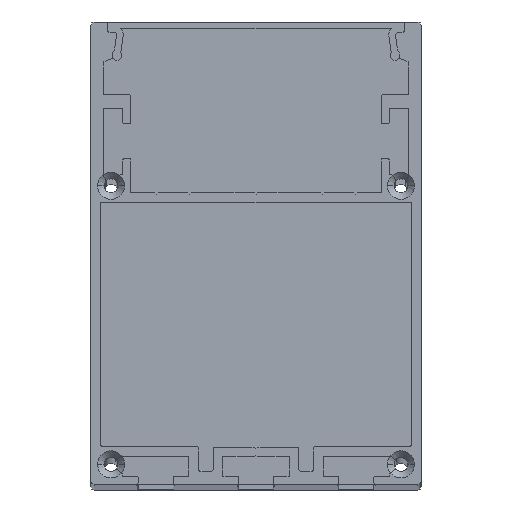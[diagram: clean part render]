
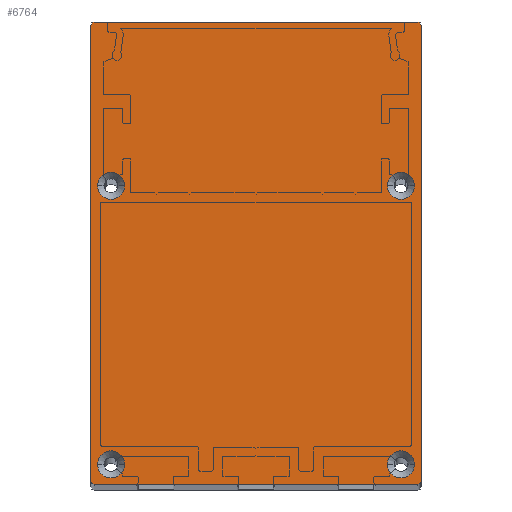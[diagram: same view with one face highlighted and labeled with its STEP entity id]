
A CAD part, top view. The second image highlights one B-rep face of the part: STEP entity #6764.
In plain terms, the highlighted planar face has unit normal (0, 0, 1).
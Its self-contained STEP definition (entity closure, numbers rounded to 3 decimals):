
#20 = DIRECTION ( 'NONE',  ( 1., 0., 0. ) ) ;
#40 = FACE_BOUND ( 'NONE', #5100, .T. ) ;
#44 = DIRECTION ( 'NONE',  ( 1., 0., 0. ) ) ;
#443 = AXIS2_PLACEMENT_3D ( 'NONE', #3422, #4963, #4213 ) ;
#453 = LINE ( 'NONE', #6464, #6185 ) ;
#552 = EDGE_CURVE ( 'NONE', #5814, #9161, #5671, .T. ) ;
#652 = VECTOR ( 'NONE', #20, 1000. ) ;
#767 = AXIS2_PLACEMENT_3D ( 'NONE', #2354, #6013, #9668 ) ;
#869 = DIRECTION ( 'NONE',  ( 0., 0., -1. ) ) ;
#870 = DIRECTION ( 'NONE',  ( 0., 0., -1. ) ) ;
#964 = CIRCLE ( 'NONE', #9656, 0.5 ) ;
#1019 = EDGE_CURVE ( 'NONE', #6422, #7277, #5161, .T. ) ;
#1033 = VECTOR ( 'NONE', #6317, 1000. ) ;
#1137 = CIRCLE ( 'NONE', #6100, 0.5 ) ;
#1189 = EDGE_CURVE ( 'NONE', #1709, #8327, #7862, .T. ) ;
#1318 = DIRECTION ( 'NONE',  ( 0., 0., -1. ) ) ;
#1353 = CIRCLE ( 'NONE', #3641, 2.05 ) ;
#1400 = EDGE_CURVE ( 'NONE', #1760, #2238, #5044, .T. ) ;
#1402 = VERTEX_POINT ( 'NONE', #4108 ) ;
#1410 = CARTESIAN_POINT ( 'NONE',  ( -21.95, -24.797, 1.5 ) ) ;
#1436 = AXIS2_PLACEMENT_3D ( 'NONE', #8380, #870, #3129 ) ;
#1582 = LINE ( 'NONE', #6828, #652 ) ;
#1691 = VERTEX_POINT ( 'NONE', #6701 ) ;
#1709 = VERTEX_POINT ( 'NONE', #3212 ) ;
#1760 = VERTEX_POINT ( 'NONE', #8365 ) ;
#1837 = ORIENTED_EDGE ( 'NONE', *, *, #1189, .T. ) ;
#1862 = DIRECTION ( 'NONE',  ( 1., 0., 0. ) ) ;
#1885 = ORIENTED_EDGE ( 'NONE', *, *, #5054, .T. ) ;
#1969 = CIRCLE ( 'NONE', #8116, 0.5 ) ;
#2067 = AXIS2_PLACEMENT_3D ( 'NONE', #7480, #6803, #6025 ) ;
#2151 = EDGE_LOOP ( 'NONE', ( #6419, #2272 ) ) ;
#2238 = VERTEX_POINT ( 'NONE', #2314 ) ;
#2272 = ORIENTED_EDGE ( 'NONE', *, *, #5239, .T. ) ;
#2314 = CARTESIAN_POINT ( 'NONE',  ( -24.5, 0., 1.5 ) ) ;
#2354 = CARTESIAN_POINT ( 'NONE',  ( 21.95, -67., 1.5 ) ) ;
#2576 = CIRCLE ( 'NONE', #9325, 2.05 ) ;
#2606 = CARTESIAN_POINT ( 'NONE',  ( 24., -24.797, 1.5 ) ) ;
#2617 = CARTESIAN_POINT ( 'NONE',  ( 0., 0., 1.5 ) ) ;
#2669 = DIRECTION ( 'NONE',  ( 1., 0., 0. ) ) ;
#2680 = CIRCLE ( 'NONE', #2067, 0.5 ) ;
#2798 = AXIS2_PLACEMENT_3D ( 'NONE', #4183, #5656, #2669 ) ;
#2922 = CARTESIAN_POINT ( 'NONE',  ( -25., -0.5, 1.5 ) ) ;
#2925 = EDGE_CURVE ( 'NONE', #7277, #6422, #2576, .T. ) ;
#3017 = DIRECTION ( 'NONE',  ( 0., -1., 0. ) ) ;
#3129 = DIRECTION ( 'NONE',  ( 1., 0., 0. ) ) ;
#3157 = ORIENTED_EDGE ( 'NONE', *, *, #6649, .T. ) ;
#3196 = LINE ( 'NONE', #5944, #6720 ) ;
#3212 = CARTESIAN_POINT ( 'NONE',  ( -19.9, -24.797, 1.5 ) ) ;
#3372 = DIRECTION ( 'NONE',  ( 0., 0., -1. ) ) ;
#3422 = CARTESIAN_POINT ( 'NONE',  ( -21.95, -67., 1.5 ) ) ;
#3429 = EDGE_LOOP ( 'NONE', ( #1837, #9407 ) ) ;
#3641 = AXIS2_PLACEMENT_3D ( 'NONE', #3941, #869, #3869 ) ;
#3650 = EDGE_LOOP ( 'NONE', ( #4301, #7538, #5387, #3157, #4106, #5864, #8815, #1885 ) ) ;
#3753 = VERTEX_POINT ( 'NONE', #6845 ) ;
#3869 = DIRECTION ( 'NONE',  ( 1., 0., 0. ) ) ;
#3912 = EDGE_CURVE ( 'NONE', #8327, #1709, #1353, .T. ) ;
#3941 = CARTESIAN_POINT ( 'NONE',  ( -21.95, -24.797, 1.5 ) ) ;
#4106 = ORIENTED_EDGE ( 'NONE', *, *, #9678, .T. ) ;
#4108 = CARTESIAN_POINT ( 'NONE',  ( 19.9, -67., 1.5 ) ) ;
#4183 = CARTESIAN_POINT ( 'NONE',  ( 21.95, -67., 1.5 ) ) ;
#4209 = VERTEX_POINT ( 'NONE', #5231 ) ;
#4213 = DIRECTION ( 'NONE',  ( 1., 0., 0. ) ) ;
#4287 = CARTESIAN_POINT ( 'NONE',  ( -19.9, -67., 1.5 ) ) ;
#4301 = ORIENTED_EDGE ( 'NONE', *, *, #9377, .T. ) ;
#4327 = DIRECTION ( 'NONE',  ( 0., 1., 0. ) ) ;
#4489 = VERTEX_POINT ( 'NONE', #5989 ) ;
#4507 = EDGE_CURVE ( 'NONE', #1691, #4687, #1582, .T. ) ;
#4539 = DIRECTION ( 'NONE',  ( 0., 0., 1. ) ) ;
#4617 = CARTESIAN_POINT ( 'NONE',  ( 0., 0., 1.5 ) ) ;
#4687 = VERTEX_POINT ( 'NONE', #5018 ) ;
#4735 = CIRCLE ( 'NONE', #2798, 2.05 ) ;
#4780 = CARTESIAN_POINT ( 'NONE',  ( -24.5, -69.5, 1.5 ) ) ;
#4963 = DIRECTION ( 'NONE',  ( 0., 0., -1. ) ) ;
#5014 = CIRCLE ( 'NONE', #1436, 2.05 ) ;
#5018 = CARTESIAN_POINT ( 'NONE',  ( 24.5, -70., 1.5 ) ) ;
#5044 = LINE ( 'NONE', #2617, #1033 ) ;
#5054 = EDGE_CURVE ( 'NONE', #4209, #4489, #453, .T. ) ;
#5100 = EDGE_LOOP ( 'NONE', ( #9315, #7703 ) ) ;
#5161 = CIRCLE ( 'NONE', #6539, 2.05 ) ;
#5176 = CARTESIAN_POINT ( 'NONE',  ( 19.9, -24.797, 1.5 ) ) ;
#5199 = DIRECTION ( 'NONE',  ( 0., 0., 1. ) ) ;
#5208 = AXIS2_PLACEMENT_3D ( 'NONE', #1410, #1318, #6676 ) ;
#5231 = CARTESIAN_POINT ( 'NONE',  ( 25., -69.5, 1.5 ) ) ;
#5239 = EDGE_CURVE ( 'NONE', #9161, #5814, #5014, .T. ) ;
#5256 = CARTESIAN_POINT ( 'NONE',  ( -24.5, -0.5, 1.5 ) ) ;
#5258 = DIRECTION ( 'NONE',  ( 0., 0., -1. ) ) ;
#5326 = ORIENTED_EDGE ( 'NONE', *, *, #5525, .T. ) ;
#5387 = ORIENTED_EDGE ( 'NONE', *, *, #6660, .T. ) ;
#5525 = EDGE_CURVE ( 'NONE', #1402, #3753, #9426, .T. ) ;
#5656 = DIRECTION ( 'NONE',  ( 0., 0., -1. ) ) ;
#5671 = CIRCLE ( 'NONE', #443, 2.05 ) ;
#5694 = AXIS2_PLACEMENT_3D ( 'NONE', #4617, #9086, #8404 ) ;
#5814 = VERTEX_POINT ( 'NONE', #4287 ) ;
#5816 = VERTEX_POINT ( 'NONE', #6552 ) ;
#5864 = ORIENTED_EDGE ( 'NONE', *, *, #4507, .T. ) ;
#5872 = ORIENTED_EDGE ( 'NONE', *, *, #7112, .T. ) ;
#5944 = CARTESIAN_POINT ( 'NONE',  ( -25., 0., 1.5 ) ) ;
#5955 = EDGE_LOOP ( 'NONE', ( #5872, #5326 ) ) ;
#5989 = CARTESIAN_POINT ( 'NONE',  ( 25., -0.5, 1.5 ) ) ;
#6013 = DIRECTION ( 'NONE',  ( 0., 0., -1. ) ) ;
#6025 = DIRECTION ( 'NONE',  ( 1., 0., 0. ) ) ;
#6054 = PLANE ( 'NONE',  #5694 ) ;
#6100 = AXIS2_PLACEMENT_3D ( 'NONE', #4780, #6279, #6346 ) ;
#6185 = VECTOR ( 'NONE', #4327, 1000. ) ;
#6279 = DIRECTION ( 'NONE',  ( 0., 0., 1. ) ) ;
#6317 = DIRECTION ( 'NONE',  ( -1., 0., 0. ) ) ;
#6346 = DIRECTION ( 'NONE',  ( 1., 0., 0. ) ) ;
#6419 = ORIENTED_EDGE ( 'NONE', *, *, #552, .T. ) ;
#6422 = VERTEX_POINT ( 'NONE', #2606 ) ;
#6464 = CARTESIAN_POINT ( 'NONE',  ( 25., 0., 1.5 ) ) ;
#6539 = AXIS2_PLACEMENT_3D ( 'NONE', #8536, #3372, #1862 ) ;
#6552 = CARTESIAN_POINT ( 'NONE',  ( -25., -69.5, 1.5 ) ) ;
#6620 = VERTEX_POINT ( 'NONE', #2922 ) ;
#6631 = DIRECTION ( 'NONE',  ( 1., 0., 0. ) ) ;
#6649 = EDGE_CURVE ( 'NONE', #6620, #5816, #3196, .T. ) ;
#6660 = EDGE_CURVE ( 'NONE', #2238, #6620, #964, .T. ) ;
#6676 = DIRECTION ( 'NONE',  ( 1., 0., 0. ) ) ;
#6701 = CARTESIAN_POINT ( 'NONE',  ( -24.5, -70., 1.5 ) ) ;
#6720 = VECTOR ( 'NONE', #3017, 1000. ) ;
#6736 = CARTESIAN_POINT ( 'NONE',  ( 24.5, -69.5, 1.5 ) ) ;
#6764 = ADVANCED_FACE ( 'NONE', ( #7644, #7890, #40, #7775, #8358 ), #6054, .T. ) ;
#6803 = DIRECTION ( 'NONE',  ( 0., 0., 1. ) ) ;
#6828 = CARTESIAN_POINT ( 'NONE',  ( 0., -70., 1.5 ) ) ;
#6845 = CARTESIAN_POINT ( 'NONE',  ( 24., -67., 1.5 ) ) ;
#7112 = EDGE_CURVE ( 'NONE', #3753, #1402, #4735, .T. ) ;
#7277 = VERTEX_POINT ( 'NONE', #5176 ) ;
#7480 = CARTESIAN_POINT ( 'NONE',  ( 24.5, -0.5, 1.5 ) ) ;
#7498 = CARTESIAN_POINT ( 'NONE',  ( 21.95, -24.797, 1.5 ) ) ;
#7538 = ORIENTED_EDGE ( 'NONE', *, *, #1400, .T. ) ;
#7644 = FACE_BOUND ( 'NONE', #2151, .T. ) ;
#7703 = ORIENTED_EDGE ( 'NONE', *, *, #2925, .T. ) ;
#7775 = FACE_BOUND ( 'NONE', #3429, .T. ) ;
#7809 = CARTESIAN_POINT ( 'NONE',  ( -24., -24.797, 1.5 ) ) ;
#7862 = CIRCLE ( 'NONE', #5208, 2.05 ) ;
#7890 = FACE_BOUND ( 'NONE', #5955, .T. ) ;
#7900 = CARTESIAN_POINT ( 'NONE',  ( -24., -67., 1.5 ) ) ;
#8116 = AXIS2_PLACEMENT_3D ( 'NONE', #6736, #5199, #9022 ) ;
#8327 = VERTEX_POINT ( 'NONE', #7809 ) ;
#8358 = FACE_OUTER_BOUND ( 'NONE', #3650, .T. ) ;
#8365 = CARTESIAN_POINT ( 'NONE',  ( 24.5, 0., 1.5 ) ) ;
#8380 = CARTESIAN_POINT ( 'NONE',  ( -21.95, -67., 1.5 ) ) ;
#8404 = DIRECTION ( 'NONE',  ( 1., 0., 0. ) ) ;
#8536 = CARTESIAN_POINT ( 'NONE',  ( 21.95, -24.797, 1.5 ) ) ;
#8815 = ORIENTED_EDGE ( 'NONE', *, *, #9410, .T. ) ;
#9022 = DIRECTION ( 'NONE',  ( 1., 0., 0. ) ) ;
#9086 = DIRECTION ( 'NONE',  ( 0., 0., 1. ) ) ;
#9161 = VERTEX_POINT ( 'NONE', #7900 ) ;
#9315 = ORIENTED_EDGE ( 'NONE', *, *, #1019, .T. ) ;
#9325 = AXIS2_PLACEMENT_3D ( 'NONE', #7498, #5258, #6631 ) ;
#9377 = EDGE_CURVE ( 'NONE', #4489, #1760, #2680, .T. ) ;
#9407 = ORIENTED_EDGE ( 'NONE', *, *, #3912, .T. ) ;
#9410 = EDGE_CURVE ( 'NONE', #4687, #4209, #1969, .T. ) ;
#9426 = CIRCLE ( 'NONE', #767, 2.05 ) ;
#9656 = AXIS2_PLACEMENT_3D ( 'NONE', #5256, #4539, #44 ) ;
#9668 = DIRECTION ( 'NONE',  ( 1., 0., 0. ) ) ;
#9678 = EDGE_CURVE ( 'NONE', #5816, #1691, #1137, .T. ) ;
